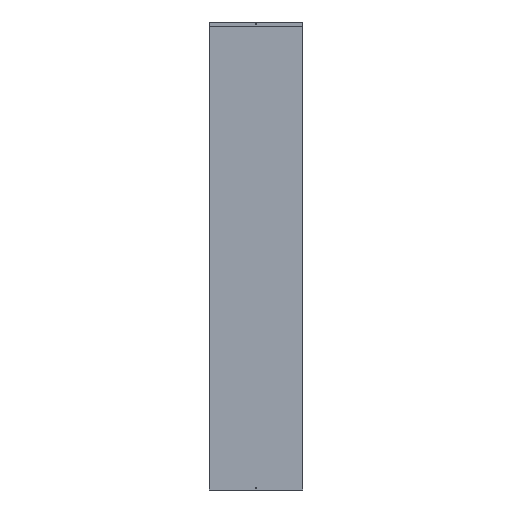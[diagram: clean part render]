
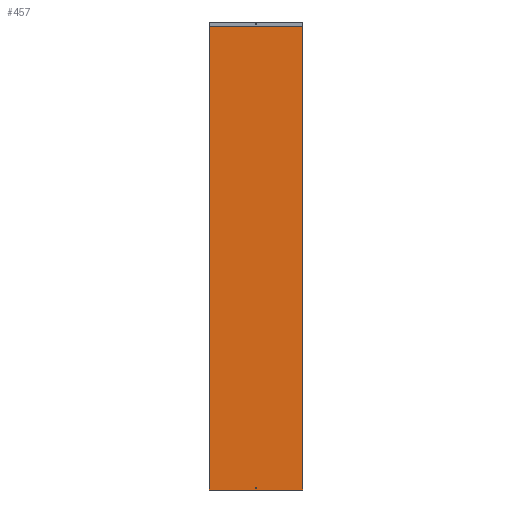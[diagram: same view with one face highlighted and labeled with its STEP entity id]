
A CAD part, front view. The second image highlights one B-rep face of the part: STEP entity #457.
In plain terms, the highlighted planar face has unit normal (0, -1, 0).
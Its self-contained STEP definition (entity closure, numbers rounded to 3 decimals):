
#67 = AXIS2_PLACEMENT_3D ( 'NONE', #1814, #1815, #1816 ) ;
#86 = AXIS2_PLACEMENT_3D ( 'NONE', #627, #631, #632 ) ;
#175 = EDGE_CURVE ( 'NONE', #1344, #1338, #1121, .T. ) ;
#178 = EDGE_CURVE ( 'NONE', #1466, #1466, #1127, .T. ) ;
#179 = EDGE_CURVE ( 'NONE', #1344, #1391, #1130, .T. ) ;
#180 = EDGE_CURVE ( 'NONE', #1338, #1381, #1129, .T. ) ;
#226 = EDGE_CURVE ( 'NONE', #1391, #1381, #1209, .T. ) ;
#273 = EDGE_LOOP ( 'NONE', ( #839, #840, #841, #842 ) ) ;
#457 = ADVANCED_FACE ( 'NONE', ( #1454, #1459 ), #629, .F. ) ;
#627 = CARTESIAN_POINT ( 'NONE',  ( -300., 0., 2969. ) ) ;
#629 = PLANE ( 'NONE',  #86 ) ;
#631 = DIRECTION ( 'NONE',  ( 0., 1., 0. ) ) ;
#632 = DIRECTION ( 'NONE',  ( 0., 0., 1. ) ) ;
#672 = CARTESIAN_POINT ( 'NONE',  ( -300., 0., 0. ) ) ;
#682 = CARTESIAN_POINT ( 'NONE',  ( -300., 0., 2968. ) ) ;
#719 = CARTESIAN_POINT ( 'NONE',  ( 300., 0., 0. ) ) ;
#729 = CARTESIAN_POINT ( 'NONE',  ( 300., 0., 2968. ) ) ;
#736 = CARTESIAN_POINT ( 'NONE',  ( 0., 0., 18.5 ) ) ;
#838 = ORIENTED_EDGE ( 'NONE', *, *, #178, .F. ) ;
#839 = ORIENTED_EDGE ( 'NONE', *, *, #226, .F. ) ;
#840 = ORIENTED_EDGE ( 'NONE', *, *, #179, .F. ) ;
#841 = ORIENTED_EDGE ( 'NONE', *, *, #175, .T. ) ;
#842 = ORIENTED_EDGE ( 'NONE', *, *, #180, .T. ) ;
#1121 = LINE ( 'NONE', #1799, #1123 ) ;
#1123 = VECTOR ( 'NONE', #1800, 1000. ) ;
#1127 = CIRCLE ( 'NONE', #67, 3.5 ) ;
#1129 = LINE ( 'NONE', #1811, #1131 ) ;
#1130 = LINE ( 'NONE', #1809, #1132 ) ;
#1131 = VECTOR ( 'NONE', #1818, 1000. ) ;
#1132 = VECTOR ( 'NONE', #1817, 1000. ) ;
#1209 = LINE ( 'NONE', #1690, #1212 ) ;
#1212 = VECTOR ( 'NONE', #1691, 1000. ) ;
#1338 = VERTEX_POINT ( 'NONE', #672 ) ;
#1344 = VERTEX_POINT ( 'NONE', #682 ) ;
#1381 = VERTEX_POINT ( 'NONE', #719 ) ;
#1391 = VERTEX_POINT ( 'NONE', #729 ) ;
#1454 = FACE_BOUND ( 'NONE', #1517, .T. ) ;
#1459 = FACE_OUTER_BOUND ( 'NONE', #273, .T. ) ;
#1466 = VERTEX_POINT ( 'NONE', #736 ) ;
#1517 = EDGE_LOOP ( 'NONE', ( #838 ) ) ;
#1690 = CARTESIAN_POINT ( 'NONE',  ( 300., 0., 2969. ) ) ;
#1691 = DIRECTION ( 'NONE',  ( 0., 0., -1. ) ) ;
#1799 = CARTESIAN_POINT ( 'NONE',  ( -300., 0., 2969. ) ) ;
#1800 = DIRECTION ( 'NONE',  ( 0., 0., -1. ) ) ;
#1809 = CARTESIAN_POINT ( 'NONE',  ( -300., 0., 2968. ) ) ;
#1811 = CARTESIAN_POINT ( 'NONE',  ( -300., 0., 0. ) ) ;
#1814 = CARTESIAN_POINT ( 'NONE',  ( 0., 0., 15. ) ) ;
#1815 = DIRECTION ( 'NONE',  ( 0., -1., 0. ) ) ;
#1816 = DIRECTION ( 'NONE',  ( 0., 0., 1. ) ) ;
#1817 = DIRECTION ( 'NONE',  ( 1., 0., 0. ) ) ;
#1818 = DIRECTION ( 'NONE',  ( 1., 0., 0. ) ) ;
